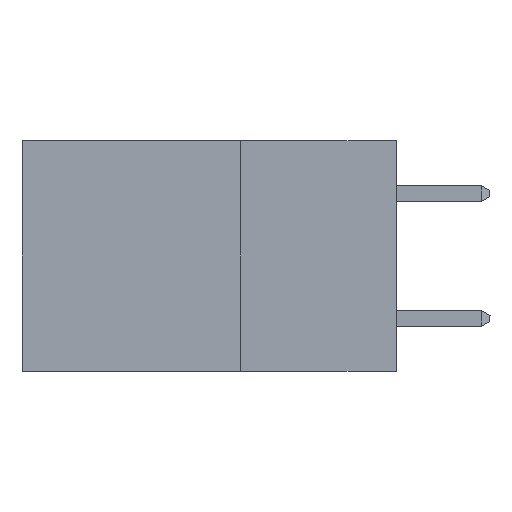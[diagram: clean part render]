
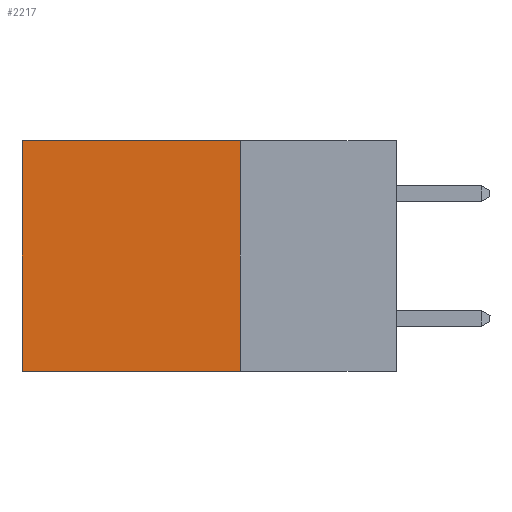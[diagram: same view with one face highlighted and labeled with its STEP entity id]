
A CAD part, left-side view. The second image highlights one B-rep face of the part: STEP entity #2217.
In plain terms, the highlighted planar face has unit normal (-1, 0, 0).
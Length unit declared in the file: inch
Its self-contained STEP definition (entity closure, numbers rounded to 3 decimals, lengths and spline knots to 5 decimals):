
#811 = LINE ( 'NONE', #9426, #953 ) ;
#814 = VECTOR ( 'NONE', #7536, 39.37008 ) ;
#953 = VECTOR ( 'NONE', #9526, 39.37008 ) ;
#986 = VERTEX_POINT ( 'NONE', #3661 ) ;
#1141 = EDGE_CURVE ( 'NONE', #5520, #986, #811, .T. ) ;
#1151 = CARTESIAN_POINT ( 'NONE',  ( 0.298, 0.25, 0. ) ) ;
#1228 = ORIENTED_EDGE ( 'NONE', *, *, #1141, .F. ) ;
#1549 = CARTESIAN_POINT ( 'NONE',  ( 0.298, 0.25, 0. ) ) ;
#2217 = ADVANCED_FACE ( 'NONE', ( #10356 ), #2372, .F. ) ;
#2267 = ORIENTED_EDGE ( 'NONE', *, *, #8456, .T. ) ;
#2372 = PLANE ( 'NONE',  #5428 ) ;
#2598 = EDGE_LOOP ( 'NONE', ( #8745, #3736, #1228, #2267 ) ) ;
#3094 = CARTESIAN_POINT ( 'NONE',  ( 0.298, 0.25, 0. ) ) ;
#3127 = DIRECTION ( 'NONE',  ( 0., 0., -1. ) ) ;
#3661 = CARTESIAN_POINT ( 'NONE',  ( 0.298, 0.25, -0.37 ) ) ;
#3736 = ORIENTED_EDGE ( 'NONE', *, *, #7227, .F. ) ;
#3851 = CARTESIAN_POINT ( 'NONE',  ( 0.298, 0.6, 0. ) ) ;
#4483 = CARTESIAN_POINT ( 'NONE',  ( 0.298, 0.6, -0.37 ) ) ;
#5428 = AXIS2_PLACEMENT_3D ( 'NONE', #1549, #7672, #3127 ) ;
#5495 = EDGE_CURVE ( 'NONE', #6650, #7172, #7738, .T. ) ;
#5520 = VERTEX_POINT ( 'NONE', #1151 ) ;
#5813 = CARTESIAN_POINT ( 'NONE',  ( 0.298, 0.25, -0.37 ) ) ;
#6525 = CARTESIAN_POINT ( 'NONE',  ( 0.298, 0.6, 0. ) ) ;
#6608 = VECTOR ( 'NONE', #9285, 39.37008 ) ;
#6650 = VERTEX_POINT ( 'NONE', #6525 ) ;
#7172 = VERTEX_POINT ( 'NONE', #4483 ) ;
#7227 = EDGE_CURVE ( 'NONE', #986, #7172, #8767, .T. ) ;
#7536 = DIRECTION ( 'NONE',  ( 0., 1., 0. ) ) ;
#7672 = DIRECTION ( 'NONE',  ( 1., 0., 0. ) ) ;
#7738 = LINE ( 'NONE', #3851, #11246 ) ;
#8456 = EDGE_CURVE ( 'NONE', #5520, #6650, #10923, .T. ) ;
#8745 = ORIENTED_EDGE ( 'NONE', *, *, #5495, .T. ) ;
#8767 = LINE ( 'NONE', #5813, #6608 ) ;
#9285 = DIRECTION ( 'NONE',  ( 0., 1., 0. ) ) ;
#9426 = CARTESIAN_POINT ( 'NONE',  ( 0.298, 0.25, 0. ) ) ;
#9526 = DIRECTION ( 'NONE',  ( 0., 0., -1. ) ) ;
#9850 = DIRECTION ( 'NONE',  ( 0., 0., -1. ) ) ;
#10356 = FACE_OUTER_BOUND ( 'NONE', #2598, .T. ) ;
#10923 = LINE ( 'NONE', #3094, #814 ) ;
#11246 = VECTOR ( 'NONE', #9850, 39.37008 ) ;
